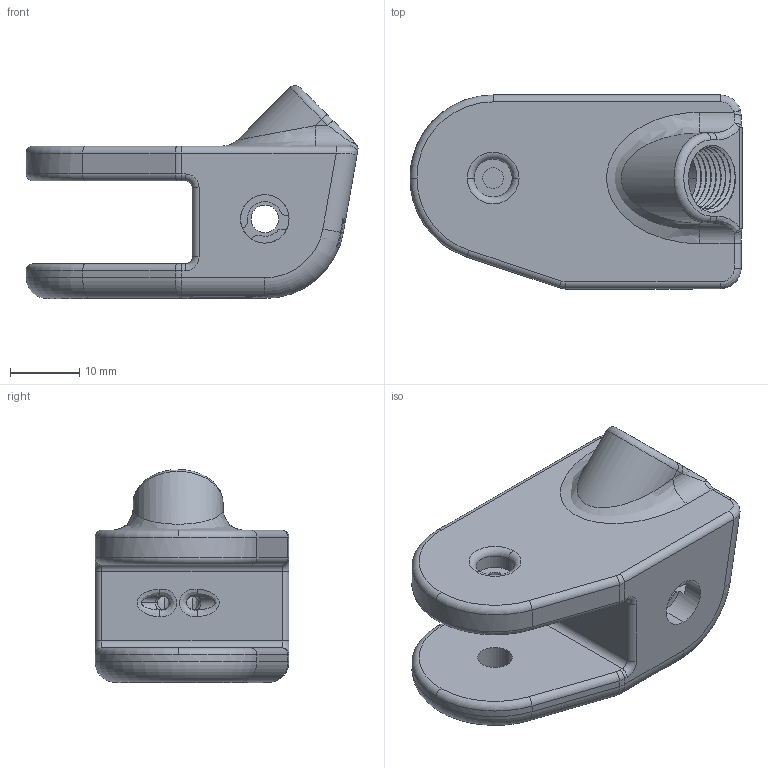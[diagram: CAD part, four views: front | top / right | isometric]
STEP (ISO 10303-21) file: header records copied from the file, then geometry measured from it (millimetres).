
FILE_DESCRIPTION (( 'STEP AP214' ), '1' );
FILE_NAME ('TC.STEP', '2025-01-20T22:10:50', ( '' ), ( '' ), 'SwSTEP 2.0', 'SolidWorks 2025', '' );
FILE_SCHEMA (( 'AUTOMOTIVE_DESIGN' ));
Length unit declared in the file: millimetre
Products named in the file (1): TC
Bounding box: 47.95 x 28 x 30.77 mm (x, y, z)
Volume: 17516.7 mm3; surface area: 6930.3 mm2
Topology: 1 solids, 1 shells, 177 faces, 445 edges, 268 vertices
Faces by surface type: cylinder 83, plane 35, torus 34, bspline 22, sphere 3
Entity records: 7478 total; most frequent: CARTESIAN_POINT 3411, ORIENTED_EDGE 880, DIRECTION 864, EDGE_CURVE 440, AXIS2_PLACEMENT_3D 360, VERTEX_POINT 266, CIRCLE 206, EDGE_LOOP 186
